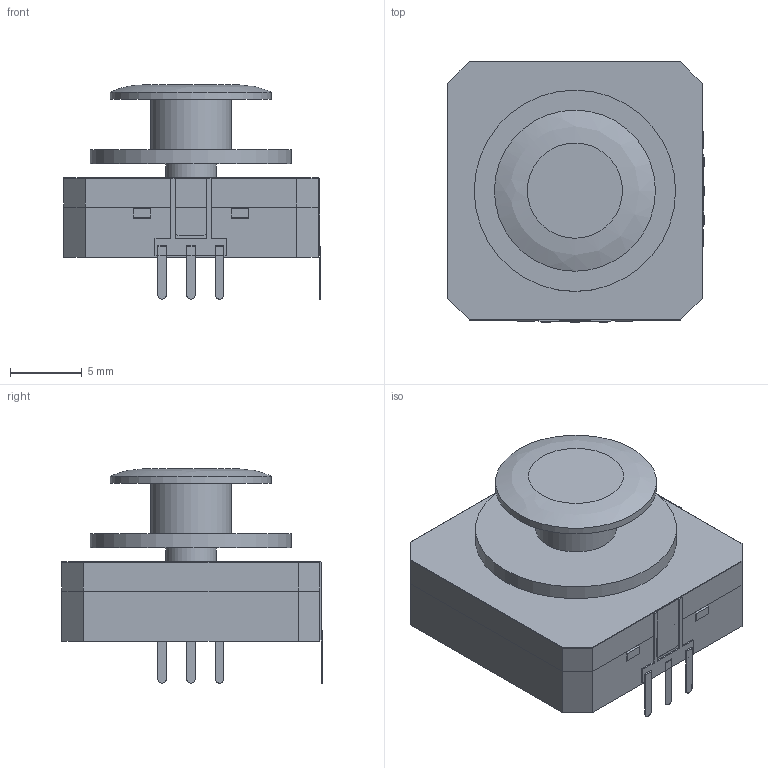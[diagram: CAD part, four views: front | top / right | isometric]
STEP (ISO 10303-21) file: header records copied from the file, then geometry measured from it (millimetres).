
FILE_DESCRIPTION(/* description */ (''),/* implementation_level */ '2;1');
FILE_NAME(/* name */ 'Adafruit_Mini_2-Axis_Analog_Thumbstick v14.step',/* time_stamp */ '2022-10-15T12:34:32-05:00',/* author */ (''),/* organization */ (''),/* preprocessor_version */ 'ST-DEVELOPER v19',/* originating_system */ 'Autodesk Translation Framework v11.7.0.108',/* authorisation */ '');
FILE_SCHEMA (('AUTOMOTIVE_DESIGN { 1 0 10303 214 3 1 1 }'));
Length unit declared in the file: millimetre
Products named in the file (1): Adafruit_Mini_2-Axis_Analog_Thumbstick
Bounding box: 17.85 x 18.1 x 14.9 mm (x, y, z)
Volume: 2030 mm3; surface area: 3133.1 mm2
Topology: 17 solids, 17 shells, 207 faces, 473 edges, 311 vertices
Faces by surface type: plane 185, cylinder 20, cone 1, bspline 1
Full cylindrical faces by diameter (mm): 3.5 x1, 5.6 x1, 8.2 x1, 9 x1, 11.2 x1, 14 x1
Entity records: 5770 total; most frequent: CARTESIAN_POINT 1018, ORIENTED_EDGE 946, DIRECTION 931, EDGE_CURVE 473, LINE 429, VECTOR 429, VERTEX_POINT 311, AXIS2_PLACEMENT_3D 251
